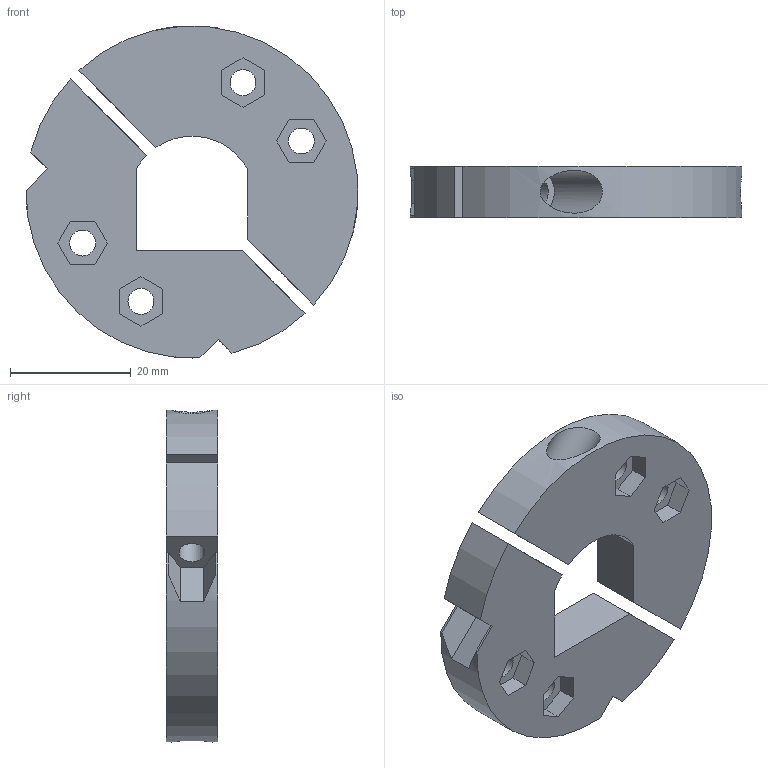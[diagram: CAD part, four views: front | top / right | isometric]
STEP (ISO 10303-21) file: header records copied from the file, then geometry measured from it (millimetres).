
FILE_DESCRIPTION(/* description */ (''),/* implementation_level */ '2;1');
FILE_NAME(/* name */ 'left hardpoint.stp',/* time_stamp */ '2025-07-14T01:37:54-07:00',/* author */ ('devan'),/* organization */ (''),/* preprocessor_version */ 'ST-DEVELOPER v20',/* originating_system */ 'Autodesk Inventor 2025',/* authorisation */ '');
FILE_SCHEMA (('AUTOMOTIVE_DESIGN { 1 0 10303 214 3 1 1 }'));
Length unit declared in the file: millimetre
Products named in the file (1): hardpoint
Bounding box: 55 x 8.5 x 55 mm (x, y, z)
Volume: 14379.2 mm3; surface area: 7867.9 mm2
Topology: 2 solids, 2 shells, 69 faces, 179 edges, 120 vertices
Faces by surface type: plane 53, cylinder 16
Full cylindrical faces by diameter (mm): 4.3 x8, 7.1 x2
Entity records: 2245 total; most frequent: CARTESIAN_POINT 445, ORIENTED_EDGE 358, DIRECTION 349, EDGE_CURVE 179, LINE 141, VECTOR 141, VERTEX_POINT 120, AXIS2_PLACEMENT_3D 104
